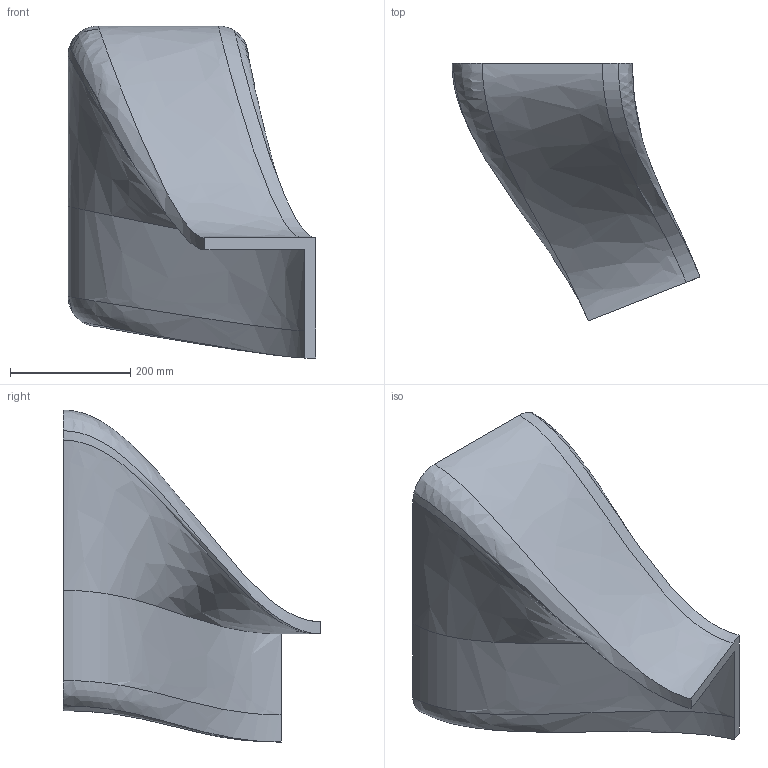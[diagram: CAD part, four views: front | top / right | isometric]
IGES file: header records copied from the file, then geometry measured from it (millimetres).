
Global section: file name: testteiles_Inventor; native system: Autodesk Inventor 2014; preprocessor: unknown; author: sfl; date: 20150214.063728; units: millimetre
Bounding box: 412.31 x 428.22 x 552.21 mm (x, y, z)
Volume: 27587430.1 mm3; surface area: 677240 mm2
Topology: 1 solids, 1 shells, 15 faces, 39 edges, 26 vertices
Faces by surface type: bspline 15
